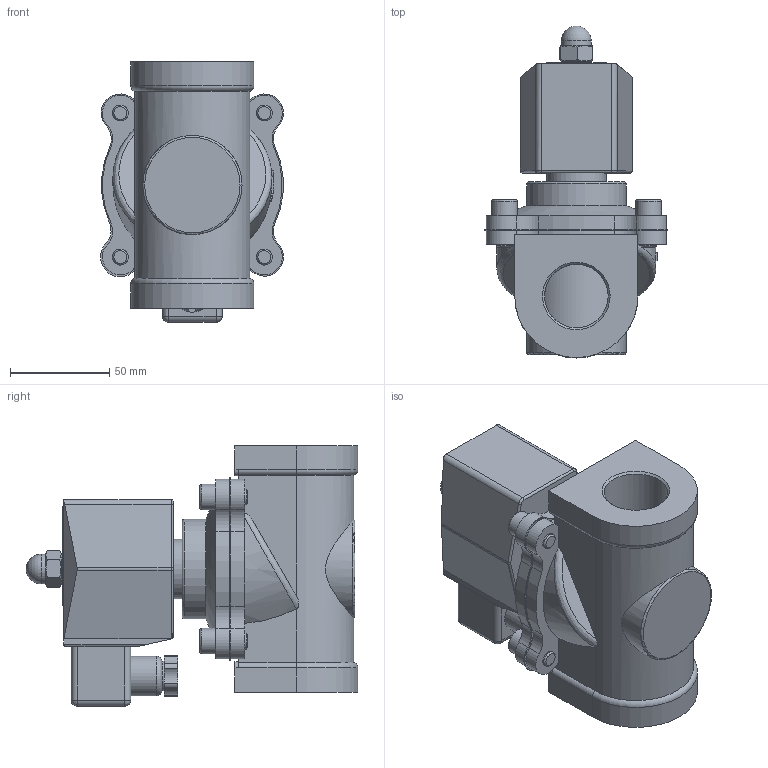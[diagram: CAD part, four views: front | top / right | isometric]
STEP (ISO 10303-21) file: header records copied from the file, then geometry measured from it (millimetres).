
FILE_DESCRIPTION(/* description */ (''),/* implementation_level */ '2;1');
FILE_NAME(/* name */ 'DN32_3D_STEP.stp',/* time_stamp */ '2024-03-21T17:24:38+03:00',/* author */ ('igorr'),/* organization */ (''),/* preprocessor_version */ 'ST-DEVELOPER v19.2',/* originating_system */ 'Autodesk Inventor 2023',/* authorisation */ '');
FILE_SCHEMA (('AUTOMOTIVE_DESIGN { 1 0 10303 214 3 1 1 }'));
Length unit declared in the file: millimetre
Products named in the file (4): Сборка; Деталь1; AS 1420 - 1973 - M8 x 16; DIN 1587 - M10 - SW16
Assembly tree (6 placements, depth 2):
  Сборка
    Деталь1
    AS 1420 - 1973 - M8 x 16  x4
    DIN 1587 - M10 - SW16
Bounding box: 92.01 x 167 x 131 mm (x, y, z)
Volume: 717246.5 mm3; surface area: 84016.8 mm2
Topology: 6 solids, 6 shells, 343 faces, 847 edges, 549 vertices
Faces by surface type: plane 142, cylinder 123, bspline 36, cone 20, torus 17, sphere 5
Full cylindrical faces by diameter (mm): 8 x12, 8.376 x1, 10 x1, 13 x4, 15 x3, 20 x1, 30 x1, 32 x2, 50 x1
Entity records: 10560 total; most frequent: CARTESIAN_POINT 3239, ORIENTED_EDGE 1472, DIRECTION 1379, EDGE_CURVE 736, AXIS2_PLACEMENT_3D 543, VERTEX_POINT 477, EDGE_LOOP 331, FACE_OUTER_BOUND 298
